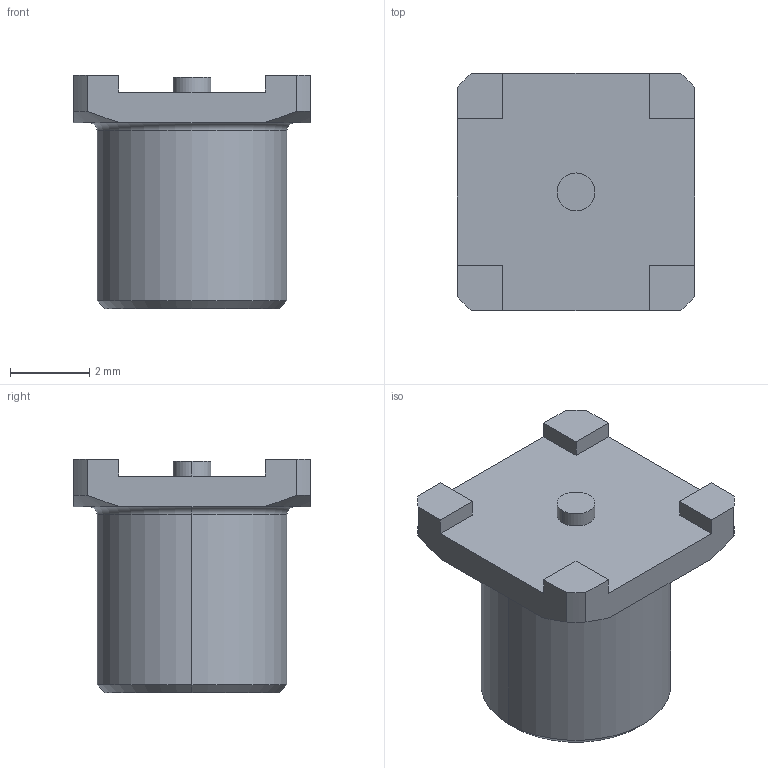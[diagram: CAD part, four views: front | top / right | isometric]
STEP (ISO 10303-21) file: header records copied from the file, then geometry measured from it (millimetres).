
FILE_DESCRIPTION (( 'STEP AP214' ), '1' );
FILE_NAME ('FMCN45869_3D.step', '2023-05-05T19:02:21', ( '' ), ( '' ), 'SwSTEP 2.0', 'SolidWorks 2022', '' );
FILE_SCHEMA (( 'AUTOMOTIVE_DESIGN' ));
Length unit declared in the file: millimetre
Products named in the file (1): FMCN45869_3D
Bounding box: 6 x 6 x 5.9 mm (x, y, z)
Volume: 82.7 mm3; surface area: 243.9 mm2
Topology: 1 solids, 1 shells, 81 faces, 198 edges, 125 vertices
Faces by surface type: plane 33, cone 24, cylinder 20, torus 4
Entity records: 2460 total; most frequent: CARTESIAN_POINT 501, DIRECTION 414, ORIENTED_EDGE 396, EDGE_CURVE 198, AXIS2_PLACEMENT_3D 160, VERTEX_POINT 125, LINE 94, VECTOR 94
